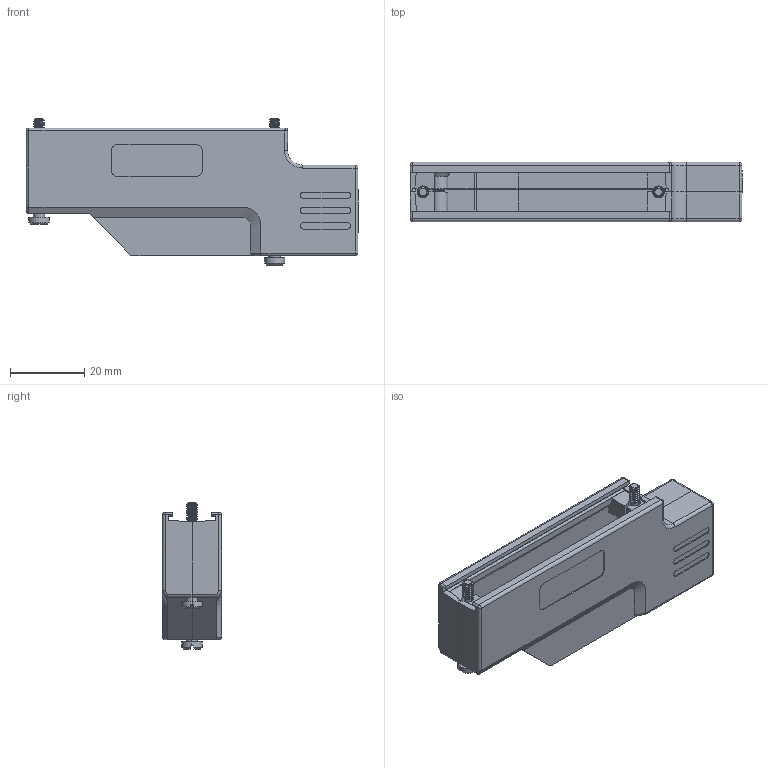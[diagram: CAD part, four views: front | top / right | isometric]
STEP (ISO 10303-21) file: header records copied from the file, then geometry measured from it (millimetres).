
FILE_DESCRIPTION (( 'STEP AP214' ), '1' );
FILE_NAME ('6688-9600.STEP', '2023-04-05T11:40:20', ( '' ), ( '' ), 'SwSTEP 2.0', 'SolidWorks 2021', '' );
FILE_SCHEMA (( 'AUTOMOTIVE_DESIGN' ));
Length unit declared in the file: millimetre
Products named in the file (7): 6805-0501-04; 6688-9600; 6522-0121-05 (7mm); 6805-0501-14; 6826-0128-11; 6826-0128-12; 6855-0117-02
Assembly tree (9 placements, depth 2):
  6688-9600
    6805-0501-14
    6805-0501-04
    6826-0128-11
    6826-0128-12
    6855-0117-02  x3
    6522-0121-05 (7mm)  x2
Bounding box: 89.5 x 16 x 39.5 mm (x, y, z)
Volume: 14600.9 mm3; surface area: 19631.1 mm2
Topology: 9 solids, 9 shells, 928 faces, 2575 edges, 1681 vertices
Faces by surface type: cylinder 444, plane 388, cone 44, bspline 36, torus 12, sphere 4
Entity records: 33376 total; most frequent: CARTESIAN_POINT 16582, ORIENTED_EDGE 3774, DIRECTION 3167, EDGE_CURVE 1887, VERTEX_POINT 1234, AXIS2_PLACEMENT_3D 1062, VECTOR 1043, LINE 1043
